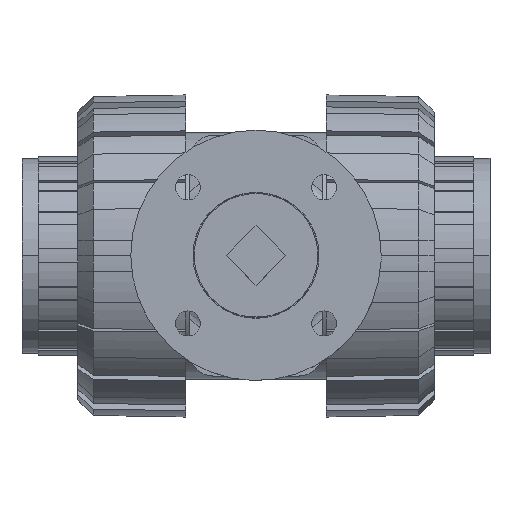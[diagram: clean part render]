
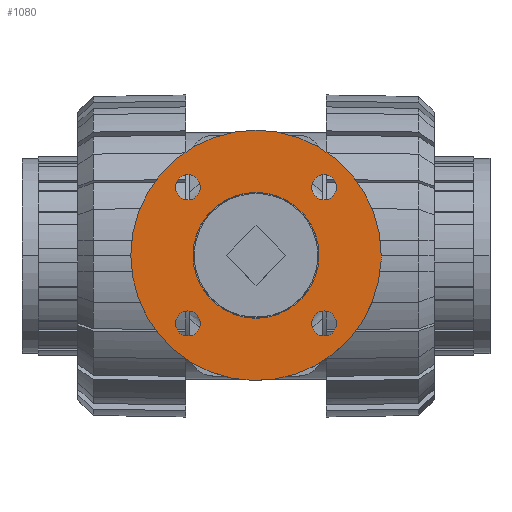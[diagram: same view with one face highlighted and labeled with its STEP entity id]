
A CAD part, top view. The second image highlights one B-rep face of the part: STEP entity #1080.
In plain terms, the highlighted planar face has unit normal (0, 0, 1).
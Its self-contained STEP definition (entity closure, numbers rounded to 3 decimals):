
#1080=ADVANCED_FACE('',(#2481,#2482,#2483,#2484,#2485,#2486),#2487,.T.);
#2481=FACE_BOUND('',#4332,.T.);
#2482=FACE_BOUND('',#4333,.T.);
#2483=FACE_BOUND('',#4334,.T.);
#2484=FACE_BOUND('',#4335,.T.);
#2485=FACE_BOUND('',#4336,.T.);
#2486=FACE_OUTER_BOUND('',#4337,.T.);
#2487=PLANE('',#4338);
#4332=EDGE_LOOP('',(#6724,#6725));
#4333=EDGE_LOOP('',(#6726,#6727));
#4334=EDGE_LOOP('',(#6728,#6729));
#4335=EDGE_LOOP('',(#6730,#6731));
#4336=EDGE_LOOP('',(#6732,#6733));
#4337=EDGE_LOOP('',(#6734,#6735,#6736));
#4338=AXIS2_PLACEMENT_3D('',#6737,#6738,#6739);
#6724=ORIENTED_EDGE('',*,*,#11801,.T.);
#6725=ORIENTED_EDGE('',*,*,#11707,.T.);
#6726=ORIENTED_EDGE('',*,*,#11699,.T.);
#6727=ORIENTED_EDGE('',*,*,#11816,.T.);
#6728=ORIENTED_EDGE('',*,*,#11694,.T.);
#6729=ORIENTED_EDGE('',*,*,#11819,.T.);
#6730=ORIENTED_EDGE('',*,*,#11689,.T.);
#6731=ORIENTED_EDGE('',*,*,#11822,.T.);
#6732=ORIENTED_EDGE('',*,*,#11684,.T.);
#6733=ORIENTED_EDGE('',*,*,#11825,.T.);
#6734=ORIENTED_EDGE('',*,*,#11655,.T.);
#6735=ORIENTED_EDGE('',*,*,#11914,.T.);
#6736=ORIENTED_EDGE('',*,*,#11656,.T.);
#6737=CARTESIAN_POINT('',(0.0,0.0,148.0));
#6738=DIRECTION('',(0.0,0.0,1.0));
#6739=DIRECTION('',(-1.0,0.0,0.0));
#11655=EDGE_CURVE('',#13949,#13946,#13950,.T.);
#11656=EDGE_CURVE('',#13951,#13949,#13952,.T.);
#11684=EDGE_CURVE('',#13996,#14000,#14002,.T.);
#11689=EDGE_CURVE('',#14005,#14009,#14011,.T.);
#11694=EDGE_CURVE('',#14014,#14018,#14020,.T.);
#11699=EDGE_CURVE('',#14023,#14027,#14029,.T.);
#11707=EDGE_CURVE('',#14043,#14040,#14044,.T.);
#11801=EDGE_CURVE('',#14040,#14043,#14203,.T.);
#11816=EDGE_CURVE('',#14027,#14023,#14218,.T.);
#11819=EDGE_CURVE('',#14018,#14014,#14221,.T.);
#11822=EDGE_CURVE('',#14009,#14005,#14224,.T.);
#11825=EDGE_CURVE('',#14000,#13996,#14227,.T.);
#11914=EDGE_CURVE('',#13946,#13951,#14344,.T.);
#13946=VERTEX_POINT('',#17326);
#13949=VERTEX_POINT('',#17330);
#13950=CIRCLE('',#17331,32.5);
#13951=VERTEX_POINT('',#17332);
#13952=CIRCLE('',#17333,32.5);
#13996=VERTEX_POINT('',#17386);
#14000=VERTEX_POINT('',#17391);
#14002=CIRCLE('',#17394,3.25);
#14005=VERTEX_POINT('',#17397);
#14009=VERTEX_POINT('',#17402);
#14011=CIRCLE('',#17405,3.25);
#14014=VERTEX_POINT('',#17408);
#14018=VERTEX_POINT('',#17413);
#14020=CIRCLE('',#17416,3.25);
#14023=VERTEX_POINT('',#17419);
#14027=VERTEX_POINT('',#17424);
#14029=CIRCLE('',#17427,3.25);
#14040=VERTEX_POINT('',#17440);
#14043=VERTEX_POINT('',#17444);
#14044=CIRCLE('',#17445,16.35);
#14203=CIRCLE('',#17649,16.35);
#14218=CIRCLE('',#17664,3.25);
#14221=CIRCLE('',#17667,3.25);
#14224=CIRCLE('',#17670,3.25);
#14227=CIRCLE('',#17673,3.25);
#14344=CIRCLE('',#18100,32.5);
#17326=CARTESIAN_POINT('',(32.5,0.,148.0));
#17330=CARTESIAN_POINT('',(32.465,-1.5,148.0));
#17331=AXIS2_PLACEMENT_3D('',#24441,#24442,#24443);
#17332=CARTESIAN_POINT('',(-32.5,0.,148.0));
#17333=AXIS2_PLACEMENT_3D('',#24444,#24445,#24446);
#17386=CARTESIAN_POINT('',(20.925,17.675,148.0));
#17391=CARTESIAN_POINT('',(14.425,17.675,148.0));
#17394=AXIS2_PLACEMENT_3D('',#24491,#24492,#24493);
#17397=CARTESIAN_POINT('',(20.925,-17.675,148.0));
#17402=CARTESIAN_POINT('',(14.425,-17.675,148.0));
#17405=AXIS2_PLACEMENT_3D('',#24499,#24500,#24501);
#17408=CARTESIAN_POINT('',(-14.425,17.675,148.0));
#17413=CARTESIAN_POINT('',(-20.925,17.675,148.0));
#17416=AXIS2_PLACEMENT_3D('',#24507,#24508,#24509);
#17419=CARTESIAN_POINT('',(-14.425,-17.675,148.0));
#17424=CARTESIAN_POINT('',(-20.925,-17.675,148.0));
#17427=AXIS2_PLACEMENT_3D('',#24515,#24516,#24517);
#17440=CARTESIAN_POINT('',(16.35,0.0,148.0));
#17444=CARTESIAN_POINT('',(-16.35,0.,148.0));
#17445=AXIS2_PLACEMENT_3D('',#24527,#24528,#24529);
#17649=AXIS2_PLACEMENT_3D('',#24680,#24681,#24682);
#17664=AXIS2_PLACEMENT_3D('',#24704,#24705,#24706);
#17667=AXIS2_PLACEMENT_3D('',#24710,#24711,#24712);
#17670=AXIS2_PLACEMENT_3D('',#24716,#24717,#24718);
#17673=AXIS2_PLACEMENT_3D('',#24722,#24723,#24724);
#18100=AXIS2_PLACEMENT_3D('',#24831,#24832,#24833);
#24441=CARTESIAN_POINT('',(0.0,0.0,148.0));
#24442=DIRECTION('',(0.0,0.0,1.0));
#24443=DIRECTION('',(1.0,0.0,0.0));
#24444=CARTESIAN_POINT('',(0.0,0.0,148.0));
#24445=DIRECTION('',(0.0,0.0,1.0));
#24446=DIRECTION('',(1.0,0.0,0.0));
#24491=CARTESIAN_POINT('',(17.675,17.675,148.0));
#24492=DIRECTION('',(0.0,0.0,-1.0));
#24493=DIRECTION('',(1.0,0.0,0.0));
#24499=CARTESIAN_POINT('',(17.675,-17.675,148.0));
#24500=DIRECTION('',(0.0,0.0,-1.0));
#24501=DIRECTION('',(1.0,0.0,0.0));
#24507=CARTESIAN_POINT('',(-17.675,17.675,148.0));
#24508=DIRECTION('',(0.0,0.0,-1.0));
#24509=DIRECTION('',(1.0,0.0,0.0));
#24515=CARTESIAN_POINT('',(-17.675,-17.675,148.0));
#24516=DIRECTION('',(0.0,0.0,-1.0));
#24517=DIRECTION('',(1.0,0.0,0.0));
#24527=CARTESIAN_POINT('',(0.0,0.0,148.0));
#24528=DIRECTION('',(0.0,0.0,-1.0));
#24529=DIRECTION('',(1.0,0.0,0.0));
#24680=CARTESIAN_POINT('',(0.0,0.0,148.0));
#24681=DIRECTION('',(0.0,0.0,-1.0));
#24682=DIRECTION('',(1.0,0.0,0.0));
#24704=CARTESIAN_POINT('',(-17.675,-17.675,148.0));
#24705=DIRECTION('',(0.0,0.0,-1.0));
#24706=DIRECTION('',(1.0,0.0,0.0));
#24710=CARTESIAN_POINT('',(-17.675,17.675,148.0));
#24711=DIRECTION('',(0.0,0.0,-1.0));
#24712=DIRECTION('',(1.0,0.0,0.0));
#24716=CARTESIAN_POINT('',(17.675,-17.675,148.0));
#24717=DIRECTION('',(0.0,0.0,-1.0));
#24718=DIRECTION('',(1.0,0.0,0.0));
#24722=CARTESIAN_POINT('',(17.675,17.675,148.0));
#24723=DIRECTION('',(0.0,0.0,-1.0));
#24724=DIRECTION('',(1.0,0.0,0.0));
#24831=CARTESIAN_POINT('',(0.0,0.0,148.0));
#24832=DIRECTION('',(0.0,0.0,1.0));
#24833=DIRECTION('',(1.0,0.0,0.0));
